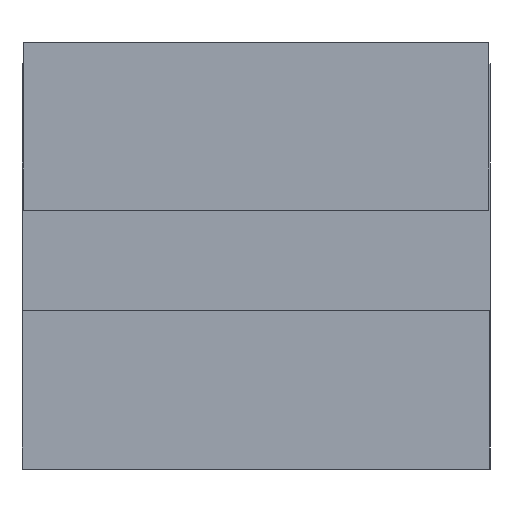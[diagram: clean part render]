
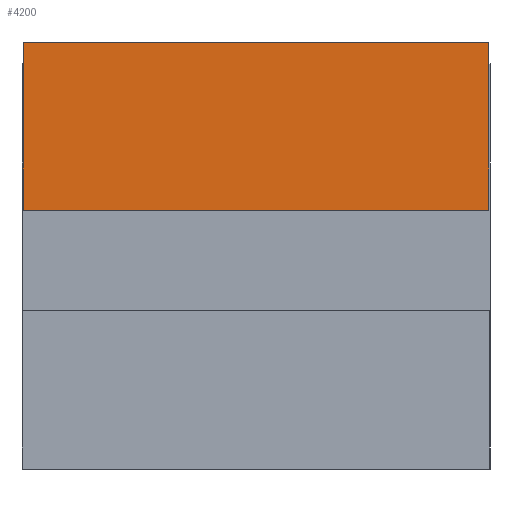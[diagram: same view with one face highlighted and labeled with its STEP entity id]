
A CAD part, left-side view. The second image highlights one B-rep face of the part: STEP entity #4200.
In plain terms, the highlighted planar face has unit normal (-1, 0, 0).
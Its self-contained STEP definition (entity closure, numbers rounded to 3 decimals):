
#675=DIRECTION('',(0.,0.,1.));
#676=VECTOR('',#675,0.4);
#677=CARTESIAN_POINT('',(-0.81,-0.558,-0.4));
#678=LINE('',#677,#676);
#766=DIRECTION('',(0.,0.,1.));
#767=VECTOR('',#766,0.4);
#768=CARTESIAN_POINT('',(-0.81,0.558,-0.4));
#769=LINE('',#768,#767);
#1998=DIRECTION('',(0.,1.,0.));
#1999=VECTOR('',#1998,1.115);
#2000=CARTESIAN_POINT('',(-0.81,-0.558,0.));
#2001=LINE('',#2000,#1999);
#2005=DIRECTION('',(0.,1.,0.));
#2006=VECTOR('',#2005,1.115);
#2007=CARTESIAN_POINT('',(-0.81,-0.558,-0.4));
#2008=LINE('',#2007,#2006);
#2632=CARTESIAN_POINT('',(-0.81,-0.558,-0.4));
#2633=CARTESIAN_POINT('',(-0.81,-0.558,0.));
#2634=VERTEX_POINT('',#2632);
#2635=VERTEX_POINT('',#2633);
#2648=CARTESIAN_POINT('',(-0.81,0.558,-0.4));
#2649=CARTESIAN_POINT('',(-0.81,0.558,0.));
#2650=VERTEX_POINT('',#2648);
#2651=VERTEX_POINT('',#2649);
#4189=CARTESIAN_POINT('',(-0.81,-0.558,-0.4));
#4190=DIRECTION('',(-1.,0.,0.));
#4191=DIRECTION('',(0.,0.,1.));
#4192=AXIS2_PLACEMENT_3D('',#4189,#4190,#4191);
#4193=PLANE('',#4192);
#4194=ORIENTED_EDGE('',*,*,#3134,.F.);
#4195=ORIENTED_EDGE('',*,*,#3183,.T.);
#4196=ORIENTED_EDGE('',*,*,#3205,.T.);
#4197=ORIENTED_EDGE('',*,*,#4182,.F.);
#4198=EDGE_LOOP('',(#4194,#4195,#4196,#4197));
#4199=FACE_OUTER_BOUND('',#4198,.F.);
#3134=EDGE_CURVE('',#2634,#2635,#678,.T.);
#3183=EDGE_CURVE('',#2634,#2650,#2008,.T.);
#3205=EDGE_CURVE('',#2650,#2651,#769,.T.);
#4182=EDGE_CURVE('',#2635,#2651,#2001,.T.);
#4200=ADVANCED_FACE('',(#4199),#4193,.T.);
